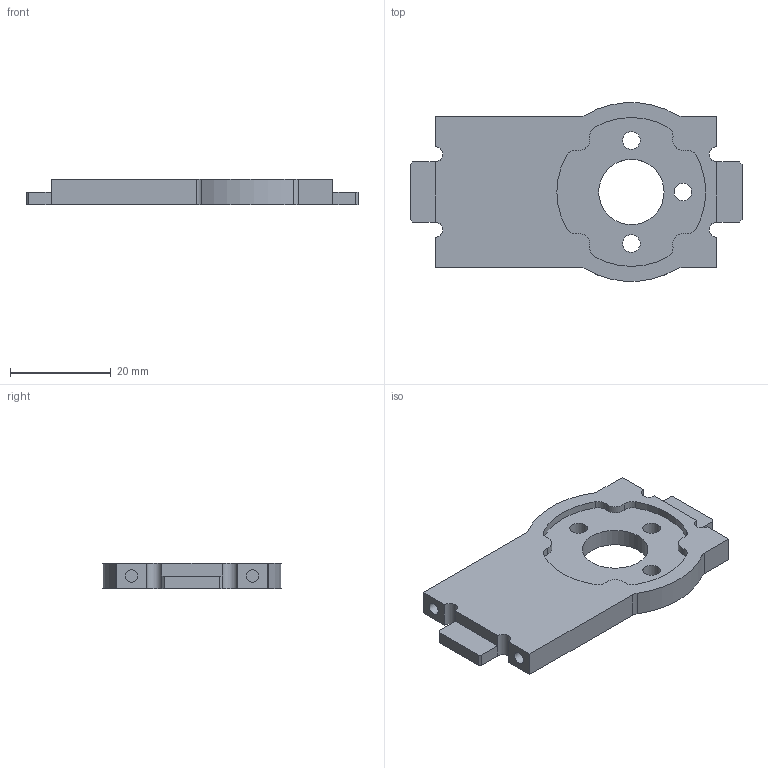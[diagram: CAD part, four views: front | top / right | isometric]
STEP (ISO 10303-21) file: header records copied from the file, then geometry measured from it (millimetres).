
FILE_DESCRIPTION(/* description */ (''),/* implementation_level */ '2;1');
FILE_NAME(/* name */ 'HipYawJointFrame.stp',/* time_stamp */ '2024-04-11T15:15:10+09:00',/* author */ ('Masato Kubotera'),/* organization */ (''),/* preprocessor_version */ 'ST-DEVELOPER v20',/* originating_system */ 'Autodesk Inventor 2024',/* authorisation */ '');
FILE_SCHEMA (('AUTOMOTIVE_DESIGN { 1 0 10303 214 3 1 1 }'));
Length unit declared in the file: millimetre
Products named in the file (1): HipYawJointFrame
Bounding box: 66 x 35.49 x 5 mm (x, y, z)
Volume: 7370 mm3; surface area: 4872.8 mm2
Topology: 1 solids, 1 shells, 63 faces, 164 edges, 108 vertices
Faces by surface type: cylinder 34, plane 29
Full cylindrical faces by diameter (mm): 2.459 x4, 3.5 x3, 13 x1
Entity records: 2013 total; most frequent: DIRECTION 360, CARTESIAN_POINT 336, ORIENTED_EDGE 328, EDGE_CURVE 164, AXIS2_PLACEMENT_3D 132, VERTEX_POINT 108, LINE 96, VECTOR 96
